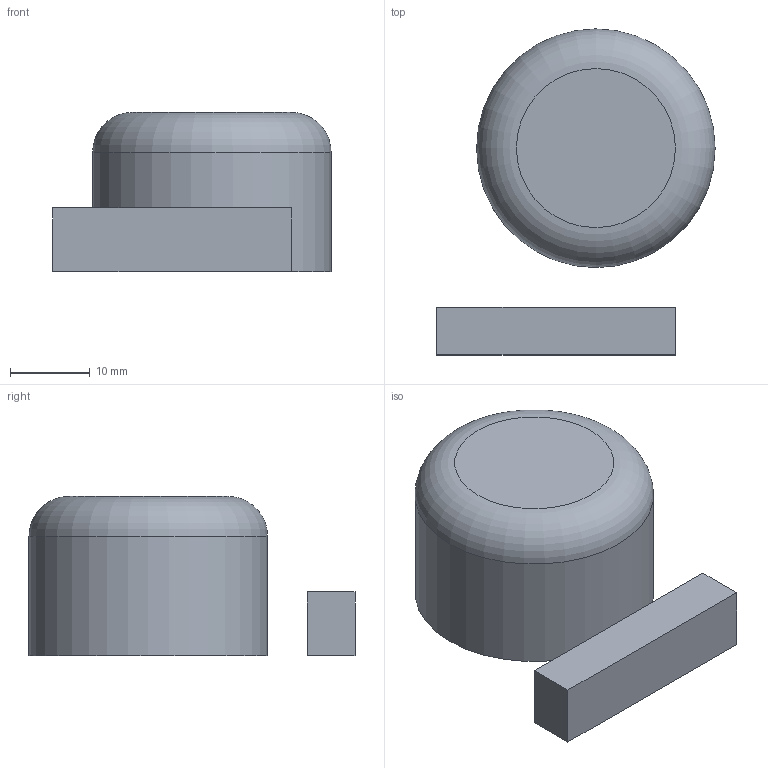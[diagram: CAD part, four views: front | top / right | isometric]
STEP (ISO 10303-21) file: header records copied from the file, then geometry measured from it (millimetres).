
FILE_DESCRIPTION(('FreeCAD Model'),'2;1');
FILE_NAME('Open CASCADE Shape Model','2025-03-04T13:19:20',(''),(''), 'Open CASCADE STEP processor 7.8','FreeCAD','Unknown');
FILE_SCHEMA(('AUTOMOTIVE_DESIGN { 1 0 10303 214 1 1 1 1 }'));
Length unit declared in the file: millimetre
Products named in the file (3): Unnamed; Body002; Body
Assembly tree (2 placements, depth 2):
  Unnamed
    Body002
    Body
Bounding box: 35 x 41 x 20 mm (x, y, z)
Volume: 15109.2 mm3; surface area: 4021.3 mm2
Topology: 2 solids, 2 shells, 10 faces, 17 edges, 11 vertices
Faces by surface type: plane 8, cylinder 1, torus 1
Full cylindrical faces by diameter (mm): 30 x1
Entity records: 524 total; most frequent: DIRECTION 81, CARTESIAN_POINT 75, LINE 45, VECTOR 45, ORIENTED_EDGE 34, PCURVE 34, DEFINITIONAL_REPRESENTATION 34, AXIS2_PLACEMENT_3D 17
